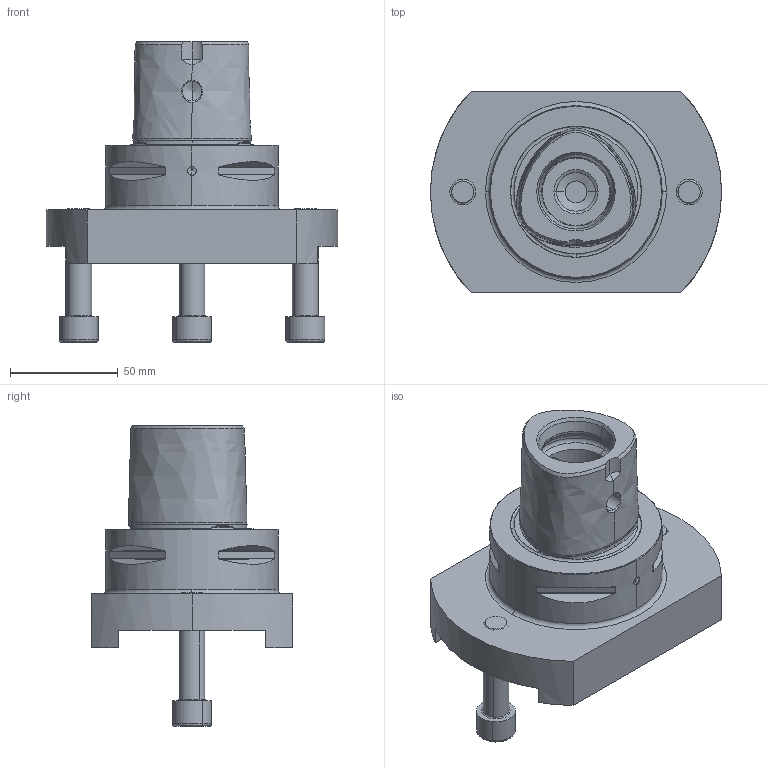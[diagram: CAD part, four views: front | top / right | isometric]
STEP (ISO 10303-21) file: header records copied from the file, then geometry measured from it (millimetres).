
FILE_DESCRIPTION(('no description'),'unknown implementation level');
FILE_NAME('DC4D6A3B-3145-49F0-9F93-B31D45C31AEA_export.stp',' ',('CIMSOURCE GmbH'),('CADClick - KiM GmbH - www.kimweb.de'),'unknown preprocess','ACIS','unknown authorization');
FILE_SCHEMA(('automotive_design'));
Length unit declared in the file: millimetre
Products named in the file (4): 3d-kalkulation ZFP Projekt 2000|690.121 Kaiser ETL M12 X 50A_DIN 912 M12 x 20 --- 20C;Hex; 3d-kalkulation ZFP Projekt 2000|328.210 Kaiser Flansch C8xFK135;Spiegeln1
Bounding box: 135 x 93.5 x 139.5 mm (x, y, z)
Volume: 455537.5 mm3; surface area: 66398.7 mm2
Topology: 4 solids, 4 shells, 199 faces, 453 edges, 267 vertices
Faces by surface type: plane 73, cylinder 52, cone 40, torus 26, bspline 8
Entity records: 16790 total; most frequent: CARTESIAN_POINT 7136, DIRECTION 960, STYLED_ITEM 913, PRESENTATION_STYLE_ASSIGNMENT 913, COLOUR_RGB 913, ORIENTED_EDGE 886, EDGE_CURVE 443, CURVE_STYLE 443
